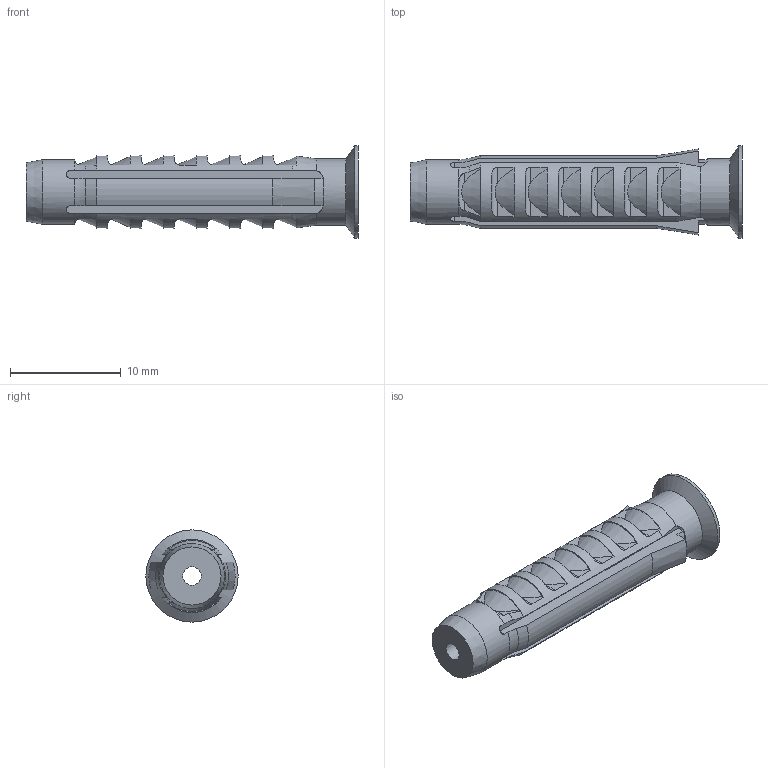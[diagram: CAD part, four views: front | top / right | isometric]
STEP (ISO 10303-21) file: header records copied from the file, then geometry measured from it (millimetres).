
FILE_DESCRIPTION(/* description */ ('STEP AP214'),/* implementation_level */ '2;1');
FILE_NAME(/* name */ 'SFS 160232',/* time_stamp */ '2022-10-20T13:41:16+02:00',/* author */ ('License CC BY-ND 4.0'),/* organization */ ('CADENAS'),/* preprocessor_version */ 'ST-DEVELOPER v18.102',/* originating_system */ 'PARTsolutions',/* authorisation */ ' ');
FILE_SCHEMA (('AUTOMOTIVE_DESIGN {1 0 10303 214 3 1 1}'));
Length unit declared in the file: millimetre
Products named in the file (1): SFS 160232
Bounding box: 30 x 8.34 x 8.34 mm (x, y, z)
Volume: 613 mm3; surface area: 1156.8 mm2
Topology: 1 solids, 1 shells, 140 faces, 373 edges, 245 vertices
Faces by surface type: plane 76, cylinder 31, cone 27, torus 6
Full cylindrical faces by diameter (mm): 5.85 x1, 6 x1, 8.34 x1
Entity records: 4536 total; most frequent: CARTESIAN_POINT 1201, ORIENTED_EDGE 730, DIRECTION 616, EDGE_CURVE 365, VERTEX_POINT 243, AXIS2_PLACEMENT_3D 230, EDGE_LOOP 158, FACE_BOUND 158
